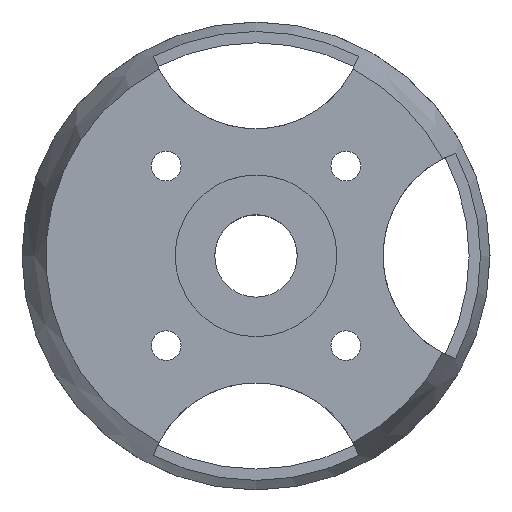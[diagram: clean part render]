
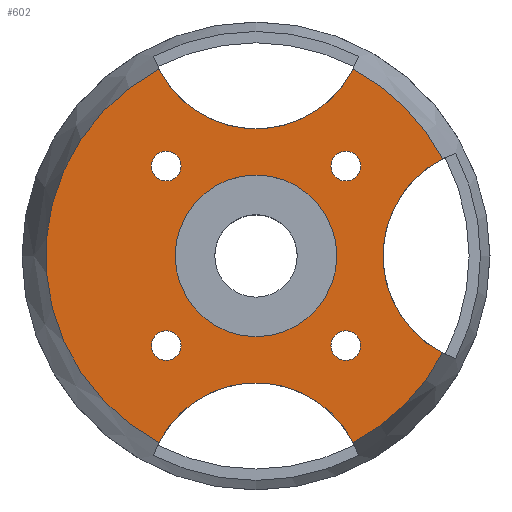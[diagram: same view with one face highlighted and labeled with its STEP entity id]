
A CAD part, top view. The second image highlights one B-rep face of the part: STEP entity #602.
In plain terms, the highlighted planar face has unit normal (0, 0, 1).
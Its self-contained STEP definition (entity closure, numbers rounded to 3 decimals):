
#245 = VERTEX_POINT('',#246);
#246 = CARTESIAN_POINT('',(56.562,-29.425,83.));
#257 = EDGE_CURVE('',#258,#245,#260,.T.);
#258 = VERTEX_POINT('',#259);
#259 = CARTESIAN_POINT('',(56.562,29.425,83.));
#260 = CIRCLE('',#261,33.);
#261 = AXIS2_PLACEMENT_3D('',#262,#263,#264);
#262 = CARTESIAN_POINT('',(71.5,0.,83.));
#263 = DIRECTION('',(0.,0.,1.));
#264 = DIRECTION('',(0.,-1.,0.));
#376 = VERTEX_POINT('',#377);
#377 = CARTESIAN_POINT('',(-29.425,-56.562,83.));
#390 = EDGE_CURVE('',#391,#376,#393,.T.);
#391 = VERTEX_POINT('',#392);
#392 = CARTESIAN_POINT('',(29.425,-56.562,83.));
#393 = CIRCLE('',#394,33.);
#394 = AXIS2_PLACEMENT_3D('',#395,#396,#397);
#395 = CARTESIAN_POINT('',(0.,-71.5,83.));
#396 = DIRECTION('',(0.,0.,1.));
#397 = DIRECTION('',(-1.,0.,0.));
#454 = VERTEX_POINT('',#455);
#455 = CARTESIAN_POINT('',(29.425,56.562,83.));
#468 = EDGE_CURVE('',#469,#454,#471,.T.);
#469 = VERTEX_POINT('',#470);
#470 = CARTESIAN_POINT('',(-29.425,56.562,83.));
#471 = CIRCLE('',#472,33.);
#472 = AXIS2_PLACEMENT_3D('',#473,#474,#475);
#473 = CARTESIAN_POINT('',(0.,71.5,83.));
#474 = DIRECTION('',(0.,0.,1.));
#475 = DIRECTION('',(1.,0.,0.));
#569 = EDGE_CURVE('',#454,#258,#570,.T.);
#570 = CIRCLE('',#571,63.758);
#571 = AXIS2_PLACEMENT_3D('',#572,#573,#574);
#572 = CARTESIAN_POINT('',(0.,0.,83.));
#573 = DIRECTION('',(0.,0.,-1.));
#574 = DIRECTION('',(1.,0.,0.));
#579 = EDGE_CURVE('',#376,#469,#580,.T.);
#580 = CIRCLE('',#581,63.758);
#581 = AXIS2_PLACEMENT_3D('',#582,#583,#584);
#582 = CARTESIAN_POINT('',(0.,0.,83.));
#583 = DIRECTION('',(0.,0.,-1.));
#584 = DIRECTION('',(1.,0.,0.));
#589 = EDGE_CURVE('',#245,#391,#590,.T.);
#590 = CIRCLE('',#591,63.758);
#591 = AXIS2_PLACEMENT_3D('',#592,#593,#594);
#592 = CARTESIAN_POINT('',(0.,0.,83.));
#593 = DIRECTION('',(0.,0.,-1.));
#594 = DIRECTION('',(1.,0.,0.));
#602 = ADVANCED_FACE('',(#603,#611,#622,#633,#644,#655),#666,.F.);
#603 = FACE_BOUND('',#604,.F.);
#604 = EDGE_LOOP('',(#605,#606,#607,#608,#609,#610));
#605 = ORIENTED_EDGE('',*,*,#390,.T.);
#606 = ORIENTED_EDGE('',*,*,#579,.T.);
#607 = ORIENTED_EDGE('',*,*,#468,.T.);
#608 = ORIENTED_EDGE('',*,*,#569,.T.);
#609 = ORIENTED_EDGE('',*,*,#257,.T.);
#610 = ORIENTED_EDGE('',*,*,#589,.T.);
#611 = FACE_BOUND('',#612,.F.);
#612 = EDGE_LOOP('',(#613));
#613 = ORIENTED_EDGE('',*,*,#614,.T.);
#614 = EDGE_CURVE('',#615,#615,#617,.T.);
#615 = VERTEX_POINT('',#616);
#616 = CARTESIAN_POINT('',(-22.724,27.224,83.));
#617 = CIRCLE('',#618,4.5);
#618 = AXIS2_PLACEMENT_3D('',#619,#620,#621);
#619 = CARTESIAN_POINT('',(-27.224,27.224,83.));
#620 = DIRECTION('',(0.,0.,1.));
#621 = DIRECTION('',(1.,0.,0.));
#622 = FACE_BOUND('',#623,.F.);
#623 = EDGE_LOOP('',(#624));
#624 = ORIENTED_EDGE('',*,*,#625,.T.);
#625 = EDGE_CURVE('',#626,#626,#628,.T.);
#626 = VERTEX_POINT('',#627);
#627 = CARTESIAN_POINT('',(27.224,22.724,83.));
#628 = CIRCLE('',#629,4.5);
#629 = AXIS2_PLACEMENT_3D('',#630,#631,#632);
#630 = CARTESIAN_POINT('',(27.224,27.224,83.));
#631 = DIRECTION('',(0.,0.,1.));
#632 = DIRECTION('',(0.,-1.,0.));
#633 = FACE_BOUND('',#634,.F.);
#634 = EDGE_LOOP('',(#635));
#635 = ORIENTED_EDGE('',*,*,#636,.T.);
#636 = EDGE_CURVE('',#637,#637,#639,.T.);
#637 = VERTEX_POINT('',#638);
#638 = CARTESIAN_POINT('',(-27.224,-22.724,83.));
#639 = CIRCLE('',#640,4.5);
#640 = AXIS2_PLACEMENT_3D('',#641,#642,#643);
#641 = CARTESIAN_POINT('',(-27.224,-27.224,83.));
#642 = DIRECTION('',(0.,0.,1.));
#643 = DIRECTION('',(0.,1.,0.));
#644 = FACE_BOUND('',#645,.F.);
#645 = EDGE_LOOP('',(#646));
#646 = ORIENTED_EDGE('',*,*,#647,.F.);
#647 = EDGE_CURVE('',#648,#648,#650,.T.);
#648 = VERTEX_POINT('',#649);
#649 = CARTESIAN_POINT('',(24.5,0.,83.));
#650 = CIRCLE('',#651,24.5);
#651 = AXIS2_PLACEMENT_3D('',#652,#653,#654);
#652 = CARTESIAN_POINT('',(0.,0.,83.));
#653 = DIRECTION('',(0.,0.,-1.));
#654 = DIRECTION('',(1.,0.,0.));
#655 = FACE_BOUND('',#656,.F.);
#656 = EDGE_LOOP('',(#657));
#657 = ORIENTED_EDGE('',*,*,#658,.T.);
#658 = EDGE_CURVE('',#659,#659,#661,.T.);
#659 = VERTEX_POINT('',#660);
#660 = CARTESIAN_POINT('',(22.724,-27.224,83.));
#661 = CIRCLE('',#662,4.5);
#662 = AXIS2_PLACEMENT_3D('',#663,#664,#665);
#663 = CARTESIAN_POINT('',(27.224,-27.224,83.));
#664 = DIRECTION('',(0.,0.,1.));
#665 = DIRECTION('',(-1.,0.,0.));
#666 = PLANE('',#667);
#667 = AXIS2_PLACEMENT_3D('',#668,#669,#670);
#668 = CARTESIAN_POINT('',(0.,0.,83.));
#669 = DIRECTION('',(0.,0.,-1.));
#670 = DIRECTION('',(1.,0.,0.));
